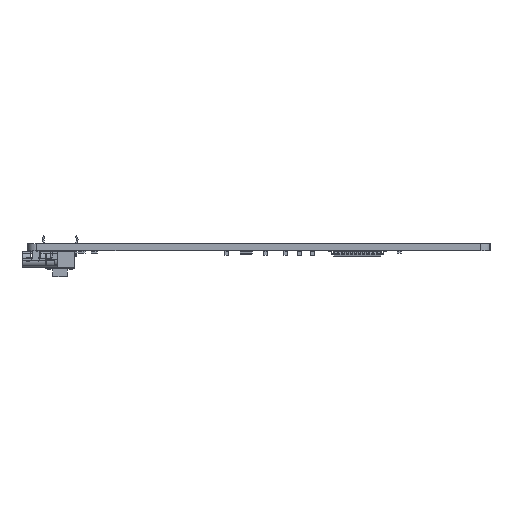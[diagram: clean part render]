
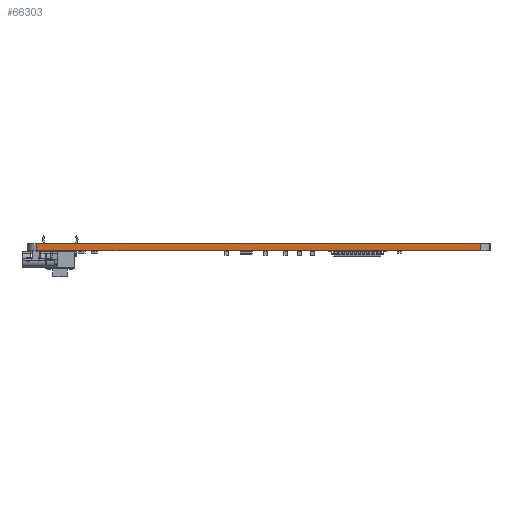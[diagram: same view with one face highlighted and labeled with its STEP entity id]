
A CAD part, left-side view. The second image highlights one B-rep face of the part: STEP entity #66303.
In plain terms, the highlighted planar face has unit normal (-1, 0, 0).
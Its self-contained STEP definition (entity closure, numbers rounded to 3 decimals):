
#45104 = VERTEX_POINT('',#45105);
#45105 = CARTESIAN_POINT('',(66.675,-82.947,0.));
#45112 = EDGE_CURVE('',#45113,#45104,#45115,.T.);
#45113 = VERTEX_POINT('',#45114);
#45114 = CARTESIAN_POINT('',(66.675,-174.228,0.));
#45115 = LINE('',#45116,#45117);
#45116 = CARTESIAN_POINT('',(66.675,-174.228,0.));
#45117 = VECTOR('',#45118,1.);
#45118 = DIRECTION('',(0.,1.,0.));
#55690 = VERTEX_POINT('',#55691);
#55691 = CARTESIAN_POINT('',(66.675,-82.947,1.51));
#55698 = EDGE_CURVE('',#55699,#55690,#55701,.T.);
#55699 = VERTEX_POINT('',#55700);
#55700 = CARTESIAN_POINT('',(66.675,-174.228,1.51));
#55701 = LINE('',#55702,#55703);
#55702 = CARTESIAN_POINT('',(66.675,-174.228,1.51));
#55703 = VECTOR('',#55704,1.);
#55704 = DIRECTION('',(0.,1.,0.));
#66273 = EDGE_CURVE('',#45104,#55690,#66274,.T.);
#66274 = LINE('',#66275,#66276);
#66275 = CARTESIAN_POINT('',(66.675,-82.947,0.));
#66276 = VECTOR('',#66277,1.);
#66277 = DIRECTION('',(0.,0.,1.));
#66303 = ADVANCED_FACE('',(#66304),#66315,.T.);
#66304 = FACE_BOUND('',#66305,.T.);
#66305 = EDGE_LOOP('',(#66306,#66312,#66313,#66314));
#66306 = ORIENTED_EDGE('',*,*,#66307,.T.);
#66307 = EDGE_CURVE('',#45113,#55699,#66308,.T.);
#66308 = LINE('',#66309,#66310);
#66309 = CARTESIAN_POINT('',(66.675,-174.228,0.));
#66310 = VECTOR('',#66311,1.);
#66311 = DIRECTION('',(0.,0.,1.));
#66312 = ORIENTED_EDGE('',*,*,#55698,.T.);
#66313 = ORIENTED_EDGE('',*,*,#66273,.F.);
#66314 = ORIENTED_EDGE('',*,*,#45112,.F.);
#66315 = PLANE('',#66316);
#66316 = AXIS2_PLACEMENT_3D('',#66317,#66318,#66319);
#66317 = CARTESIAN_POINT('',(66.675,-174.228,0.));
#66318 = DIRECTION('',(-1.,0.,0.));
#66319 = DIRECTION('',(0.,1.,0.));
